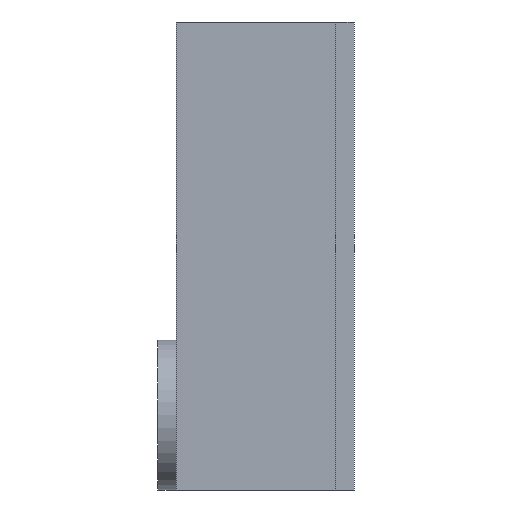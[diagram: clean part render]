
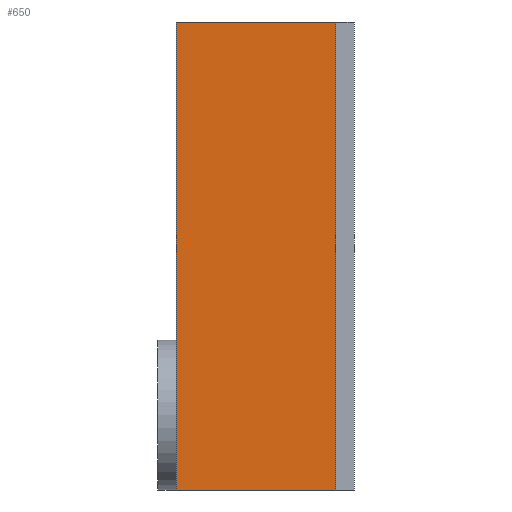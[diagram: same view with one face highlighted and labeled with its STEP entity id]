
A CAD part, left-side view. The second image highlights one B-rep face of the part: STEP entity #650.
In plain terms, the highlighted planar face has unit normal (-1, 0, 0).
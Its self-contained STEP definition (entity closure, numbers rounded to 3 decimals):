
#25 = DIRECTION ( 'NONE',  ( 0., 0., 1. ) ) ;
#26 = EDGE_CURVE ( 'NONE', #279, #231, #434, .T. ) ;
#32 = ORIENTED_EDGE ( 'NONE', *, *, #36, .F. ) ;
#34 = EDGE_CURVE ( 'NONE', #279, #412, #499, .T. ) ;
#36 = EDGE_CURVE ( 'NONE', #231, #597, #168, .T. ) ;
#51 = DIRECTION ( 'NONE',  ( 0., 0., -1. ) ) ;
#80 = ORIENTED_EDGE ( 'NONE', *, *, #188, .T. ) ;
#91 = DIRECTION ( 'NONE',  ( 0., 1., 0. ) ) ;
#98 = EDGE_LOOP ( 'NONE', ( #32, #576, #376, #80 ) ) ;
#108 = CARTESIAN_POINT ( 'NONE',  ( 10., 0., 250. ) ) ;
#112 = CARTESIAN_POINT ( 'NONE',  ( 10., 85., 250. ) ) ;
#139 = CARTESIAN_POINT ( 'NONE',  ( 10., 0., 250. ) ) ;
#168 = LINE ( 'NONE', #187, #419 ) ;
#187 = CARTESIAN_POINT ( 'NONE',  ( 10., 0., 0. ) ) ;
#188 = EDGE_CURVE ( 'NONE', #412, #597, #592, .T. ) ;
#219 = VECTOR ( 'NONE', #440, 1000. ) ;
#231 = VERTEX_POINT ( 'NONE', #491 ) ;
#244 = CARTESIAN_POINT ( 'NONE',  ( 10., 0., 250. ) ) ;
#275 = CARTESIAN_POINT ( 'NONE',  ( 10., 85., 0. ) ) ;
#279 = VERTEX_POINT ( 'NONE', #108 ) ;
#280 = CARTESIAN_POINT ( 'NONE',  ( 10., 0., 250. ) ) ;
#311 = AXIS2_PLACEMENT_3D ( 'NONE', #280, #330, #25 ) ;
#330 = DIRECTION ( 'NONE',  ( -1., 0., 0. ) ) ;
#332 = VECTOR ( 'NONE', #51, 1000. ) ;
#376 = ORIENTED_EDGE ( 'NONE', *, *, #34, .T. ) ;
#412 = VERTEX_POINT ( 'NONE', #112 ) ;
#419 = VECTOR ( 'NONE', #91, 1000. ) ;
#434 = LINE ( 'NONE', #139, #528 ) ;
#440 = DIRECTION ( 'NONE',  ( 0., 1., 0. ) ) ;
#446 = CARTESIAN_POINT ( 'NONE',  ( 10., 85., 250. ) ) ;
#481 = DIRECTION ( 'NONE',  ( 0., 0., -1. ) ) ;
#491 = CARTESIAN_POINT ( 'NONE',  ( 10., 0., 0. ) ) ;
#499 = LINE ( 'NONE', #244, #219 ) ;
#528 = VECTOR ( 'NONE', #481, 1000. ) ;
#576 = ORIENTED_EDGE ( 'NONE', *, *, #26, .F. ) ;
#592 = LINE ( 'NONE', #446, #332 ) ;
#597 = VERTEX_POINT ( 'NONE', #275 ) ;
#605 = FACE_OUTER_BOUND ( 'NONE', #98, .T. ) ;
#634 = PLANE ( 'NONE',  #311 ) ;
#650 = ADVANCED_FACE ( 'NONE', ( #605 ), #634, .T. ) ;
